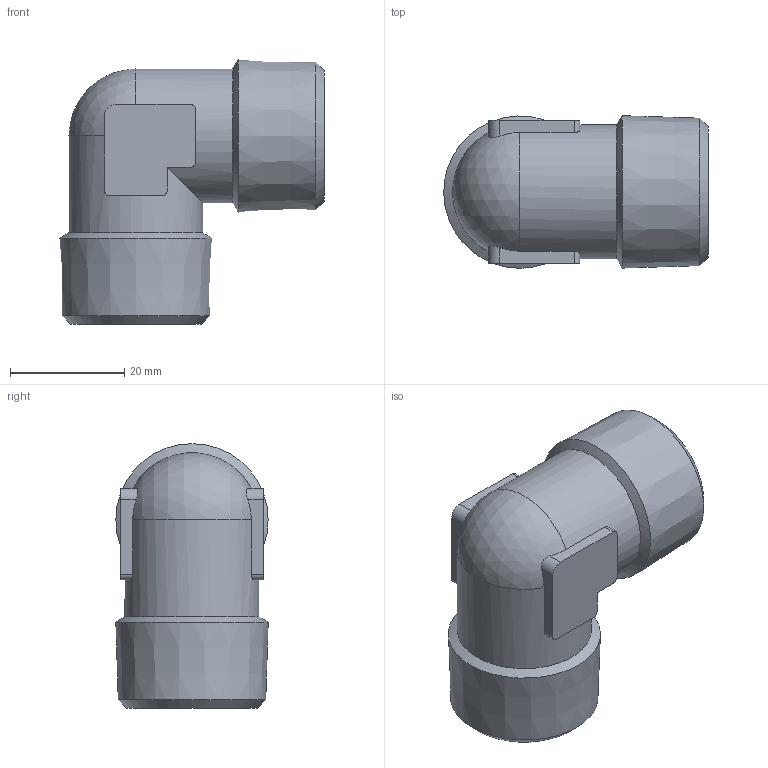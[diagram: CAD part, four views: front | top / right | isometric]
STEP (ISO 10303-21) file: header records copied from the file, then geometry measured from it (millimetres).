
FILE_DESCRIPTION(( 'RA.35.34.34.STP' ), '1');
FILE_NAME( 'RA.35.34.34.STP', '2018-11-09T15:48:07',( 'Sopra'),('sopra-pneumatic.com'), 'SwSTEP 2.0','SolidWorks 2009','' );
FILE_SCHEMA (('AUTOMOTIVE_DESIGN { 1 0 10303 214 1 1 1 1 }'));
Length unit declared in the file: millimetre
Products named in the file (2): Root; 50006
Assembly tree (1 placements, depth 2):
  Root
    50006
Bounding box: 46.34 x 26.68 x 46.34 mm (x, y, z)
Volume: 13460.3 mm3; surface area: 9515.1 mm2
Topology: 1 solids, 1 shells, 41 faces, 114 edges, 71 vertices
Faces by surface type: plane 16, cylinder 14, cone 8, sphere 3
Full cylindrical faces by diameter (mm): 19 x2, 23.5 x2
Entity records: 3446 total; most frequent: CARTESIAN_POINT 1596, DIRECTION 202, PRESENTATION_STYLE_ASSIGNMENT 179, COLOUR_RGB 179, DRAUGHTING_PRE_DEFINED_CURVE_FONT 178, CURVE_STYLE 178, OVER_RIDING_STYLED_ITEM 178, ORIENTED_EDGE 178
